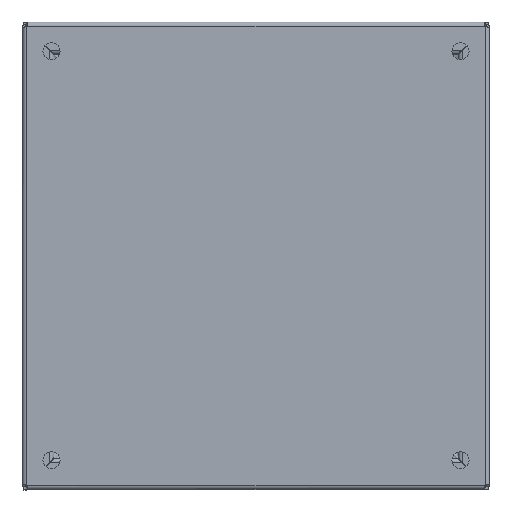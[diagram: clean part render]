
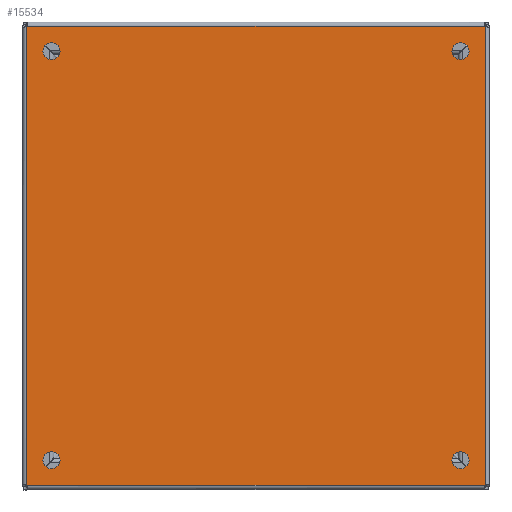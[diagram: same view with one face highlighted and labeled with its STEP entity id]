
A CAD part, top view. The second image highlights one B-rep face of the part: STEP entity #15534.
In plain terms, the highlighted face is planar.
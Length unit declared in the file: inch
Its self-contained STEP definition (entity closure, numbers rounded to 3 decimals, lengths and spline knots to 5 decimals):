
#742=FACE_BOUND('',#2861,.T.);
#743=FACE_BOUND('',#2862,.T.);
#744=FACE_BOUND('',#2863,.T.);
#745=FACE_BOUND('',#2864,.T.);
#1173=PLANE('',#16808);
#1849=FACE_OUTER_BOUND('',#2860,.T.);
#2860=EDGE_LOOP('',(#12287,#12288,#12289,#12290,#12291,#12292,#12293,#12294));
#2861=EDGE_LOOP('',(#12295));
#2862=EDGE_LOOP('',(#12296));
#2863=EDGE_LOOP('',(#12297));
#2864=EDGE_LOOP('',(#12298));
#4198=LINE('',#26774,#5352);
#4211=LINE('',#26894,#5365);
#4224=LINE('',#27010,#5378);
#4235=LINE('',#27098,#5389);
#5352=VECTOR('',#19875,11.76553);
#5365=VECTOR('',#19910,11.76553);
#5378=VECTOR('',#19945,11.76553);
#5389=VECTOR('',#19974,11.76553);
#6060=CIRCLE('',#16633,0.21875);
#6062=CIRCLE('',#16636,0.21875);
#6064=CIRCLE('',#16639,0.21875);
#6066=CIRCLE('',#16642,0.21875);
#6084=CIRCLE('',#16801,0.07);
#6088=CIRCLE('',#16807,0.07);
#6089=CIRCLE('',#16809,0.07);
#6090=CIRCLE('',#16810,0.07);
#6979=VERTEX_POINT('',#25481);
#6981=VERTEX_POINT('',#25486);
#6983=VERTEX_POINT('',#25491);
#6985=VERTEX_POINT('',#25496);
#7132=VERTEX_POINT('',#26719);
#7133=VERTEX_POINT('',#26760);
#7144=VERTEX_POINT('',#26839);
#7145=VERTEX_POINT('',#26880);
#7156=VERTEX_POINT('',#26955);
#7157=VERTEX_POINT('',#26996);
#7168=VERTEX_POINT('',#27071);
#7169=VERTEX_POINT('',#27087);
#8654=EDGE_CURVE('',#6979,#6979,#6060,.T.);
#8656=EDGE_CURVE('',#6981,#6981,#6062,.T.);
#8658=EDGE_CURVE('',#6983,#6983,#6064,.T.);
#8660=EDGE_CURVE('',#6985,#6985,#6066,.T.);
#8925=EDGE_CURVE('',#7132,#7133,#4198,.T.);
#8946=EDGE_CURVE('',#7144,#7145,#4211,.T.);
#8967=EDGE_CURVE('',#7156,#7157,#4224,.T.);
#8986=EDGE_CURVE('',#7168,#7169,#4235,.T.);
#8990=EDGE_CURVE('',#7169,#7156,#6084,.T.);
#8994=EDGE_CURVE('',#7133,#7168,#6088,.T.);
#8995=EDGE_CURVE('',#7157,#7144,#6089,.T.);
#8996=EDGE_CURVE('',#7145,#7132,#6090,.T.);
#12287=ORIENTED_EDGE('',*,*,#8986,.T.);
#12288=ORIENTED_EDGE('',*,*,#8990,.T.);
#12289=ORIENTED_EDGE('',*,*,#8967,.T.);
#12290=ORIENTED_EDGE('',*,*,#8995,.T.);
#12291=ORIENTED_EDGE('',*,*,#8946,.T.);
#12292=ORIENTED_EDGE('',*,*,#8996,.T.);
#12293=ORIENTED_EDGE('',*,*,#8925,.T.);
#12294=ORIENTED_EDGE('',*,*,#8994,.T.);
#12295=ORIENTED_EDGE('',*,*,#8654,.T.);
#12296=ORIENTED_EDGE('',*,*,#8656,.T.);
#12297=ORIENTED_EDGE('',*,*,#8658,.T.);
#12298=ORIENTED_EDGE('',*,*,#8660,.T.);
#15534=ADVANCED_FACE('',(#1849,#742,#743,#744,#745),#1173,.F.);
#16633=AXIS2_PLACEMENT_3D('',#25482,#19409,#19410);
#16636=AXIS2_PLACEMENT_3D('',#25487,#19415,#19416);
#16639=AXIS2_PLACEMENT_3D('',#25492,#19421,#19422);
#16642=AXIS2_PLACEMENT_3D('',#25497,#19427,#19428);
#16801=AXIS2_PLACEMENT_3D('',#27129,#19985,#19986);
#16807=AXIS2_PLACEMENT_3D('',#27135,#19997,#19998);
#16808=AXIS2_PLACEMENT_3D('',#27136,#19999,#20000);
#16809=AXIS2_PLACEMENT_3D('',#27137,#20001,#20002);
#16810=AXIS2_PLACEMENT_3D('',#27138,#20003,#20004);
#19409=DIRECTION('center_axis',(0.,0.,1.));
#19410=DIRECTION('ref_axis',(1.,0.,0.));
#19415=DIRECTION('center_axis',(0.,0.,1.));
#19416=DIRECTION('ref_axis',(1.,0.,0.));
#19421=DIRECTION('center_axis',(0.,0.,1.));
#19422=DIRECTION('ref_axis',(1.,0.,0.));
#19427=DIRECTION('center_axis',(0.,0.,1.));
#19428=DIRECTION('ref_axis',(1.,0.,0.));
#19875=DIRECTION('',(0.,-1.,0.));
#19910=DIRECTION('',(1.,0.,0.));
#19945=DIRECTION('',(0.,1.,0.));
#19974=DIRECTION('',(-1.,0.,0.));
#19985=DIRECTION('center_axis',(0.,0.,1.));
#19986=DIRECTION('ref_axis',(1.,0.,0.));
#19997=DIRECTION('center_axis',(0.,0.,1.));
#19998=DIRECTION('ref_axis',(1.,0.,0.));
#19999=DIRECTION('center_axis',(0.,0.,1.));
#20000=DIRECTION('ref_axis',(1.,0.,0.));
#20001=DIRECTION('center_axis',(0.,0.,1.));
#20002=DIRECTION('ref_axis',(1.,0.,0.));
#20003=DIRECTION('center_axis',(0.,0.,1.));
#20004=DIRECTION('ref_axis',(1.,0.,0.));
#25481=CARTESIAN_POINT('',(0.53125,0.75,0.));
#25482=CARTESIAN_POINT('Origin',(0.75,0.75,0.));
#25486=CARTESIAN_POINT('',(11.03125,0.75,0.));
#25487=CARTESIAN_POINT('Origin',(11.25,0.75,0.));
#25491=CARTESIAN_POINT('',(0.53125,11.25,0.));
#25492=CARTESIAN_POINT('Origin',(0.75,11.25,0.));
#25496=CARTESIAN_POINT('',(11.03125,11.25,0.));
#25497=CARTESIAN_POINT('Origin',(11.25,11.25,0.));
#26719=CARTESIAN_POINT('',(11.89475,11.88277,0.));
#26760=CARTESIAN_POINT('',(11.89475,0.11723,0.));
#26774=CARTESIAN_POINT('',(11.89475,8.94738,0.));
#26839=CARTESIAN_POINT('',(0.11723,11.89475,0.));
#26880=CARTESIAN_POINT('',(11.88277,11.89475,0.));
#26894=CARTESIAN_POINT('',(3.05263,11.89475,0.));
#26955=CARTESIAN_POINT('',(0.10525,0.11723,0.));
#26996=CARTESIAN_POINT('',(0.10525,11.88277,0.));
#27010=CARTESIAN_POINT('',(0.10525,3.05263,0.));
#27071=CARTESIAN_POINT('',(11.88277,0.10525,0.));
#27087=CARTESIAN_POINT('',(0.11723,0.10525,0.));
#27098=CARTESIAN_POINT('',(8.94738,0.10525,0.));
#27129=CARTESIAN_POINT('Origin',(0.06211,0.06211,
0.));
#27135=CARTESIAN_POINT('Origin',(11.93789,0.06211,0.));
#27136=CARTESIAN_POINT('Origin',(6.,6.,0.));
#27137=CARTESIAN_POINT('Origin',(0.06211,11.93789,0.));
#27138=CARTESIAN_POINT('Origin',(11.93789,11.93789,0.));
